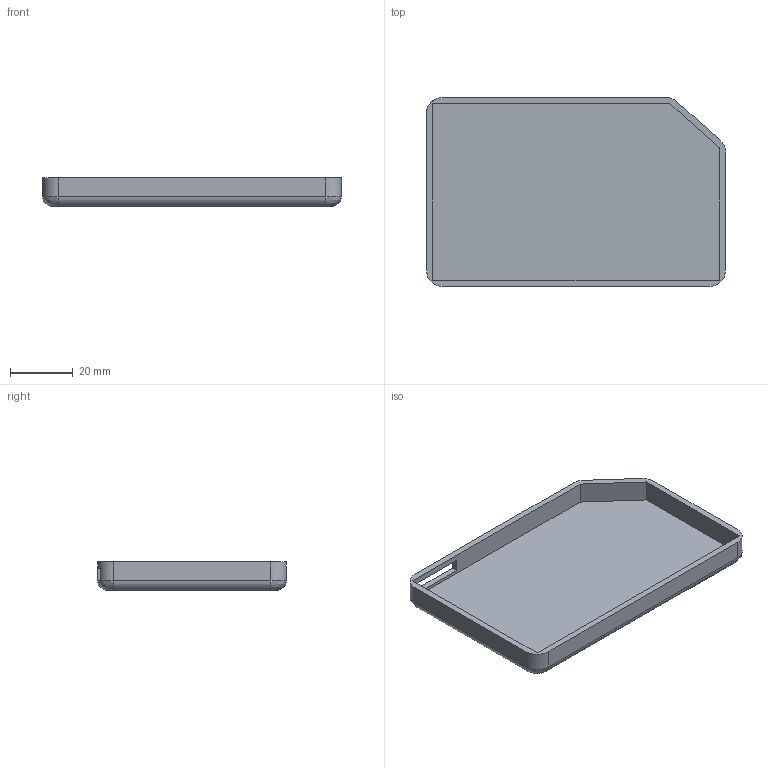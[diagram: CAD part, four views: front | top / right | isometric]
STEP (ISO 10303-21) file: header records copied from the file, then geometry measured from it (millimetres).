
FILE_DESCRIPTION(/* description */ (''),/* implementation_level */ '2;1');
FILE_NAME(/* name */ 'bottom_musicpad(1).step',/* time_stamp */ '2025-07-04T16:31:12+02:00',/* author */ (''),/* organization */ (''),/* preprocessor_version */ 'ST-DEVELOPER v20.1',/* originating_system */ 'Autodesk Translation Framework v14.10.0.0',/* authorisation */ '');
FILE_SCHEMA (('AUTOMOTIVE_DESIGN { 1 0 10303 214 3 1 1 }'));
Length unit declared in the file: millimetre
Products named in the file (1): musicpad
Bounding box: 95 x 60 x 9 mm (x, y, z)
Volume: 14376.7 mm3; surface area: 15298.9 mm2
Topology: 1 solids, 1 shells, 31 faces, 79 edges, 49 vertices
Faces by surface type: plane 16, cylinder 10, bspline 5
Entity records: 989 total; most frequent: CARTESIAN_POINT 200, DIRECTION 160, ORIENTED_EDGE 158, EDGE_CURVE 79, AXIS2_PLACEMENT_3D 54, LINE 52, VECTOR 52, VERTEX_POINT 49
